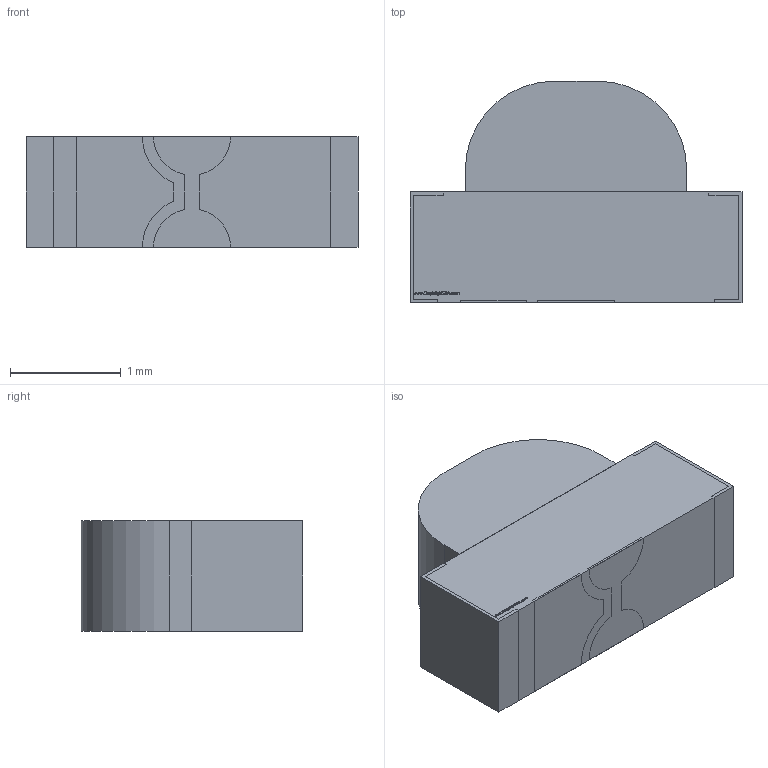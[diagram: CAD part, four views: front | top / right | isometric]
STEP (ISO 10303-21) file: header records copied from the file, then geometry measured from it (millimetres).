
FILE_DESCRIPTION (( 'STEP AP214' ), '1' );
FILE_NAME ('APA3010.STEP', '2008-09-03T17:45:22', ( '' ), ( '' ), 'SwSTEP 2.0', 'SolidWorks 2008', '' );
FILE_SCHEMA (( 'AUTOMOTIVE_DESIGN' ));
Length unit declared in the file: millimetre
Products named in the file (1): APA3010
Bounding box: 3 x 2 x 1 mm (x, y, z)
Volume: 4.8 mm3; surface area: 31.5 mm2
Topology: 9 solids, 9 shells, 361 faces, 945 edges, 630 vertices
Faces by surface type: plane 237, bspline 116, cylinder 8
Entity records: 20451 total; most frequent: CARTESIAN_POINT 8325, ORIENTED_EDGE 1890, DIRECTION 1221, EDGE_CURVE 945, VECTOR 697, LINE 697, VERTEX_POINT 630, EDGE_LOOP 389
